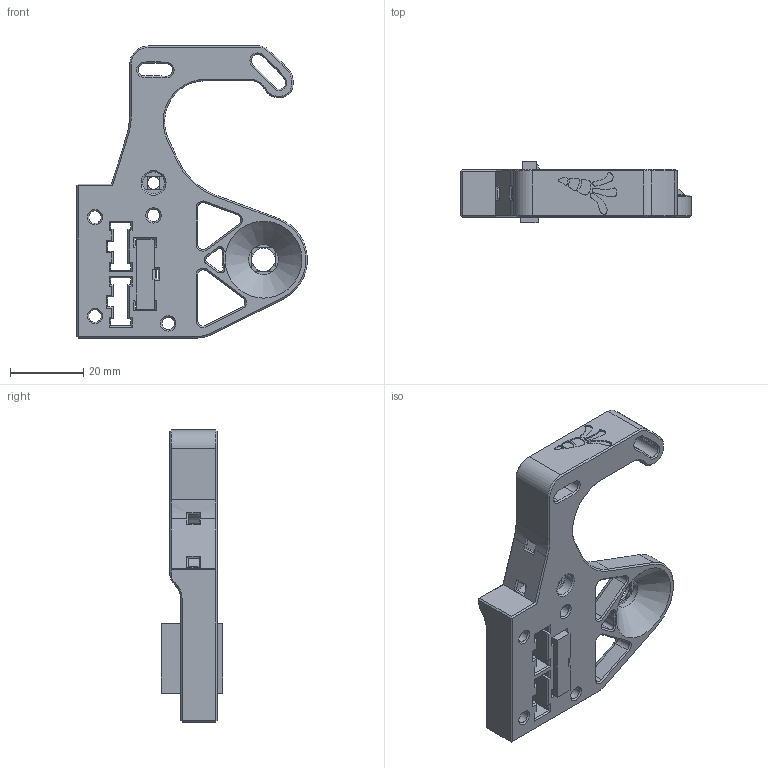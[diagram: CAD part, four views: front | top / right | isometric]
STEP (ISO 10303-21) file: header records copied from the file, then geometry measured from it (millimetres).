
FILE_DESCRIPTION(/* description */ (''),/* implementation_level */ '2;1');
FILE_NAME(/* name */ 'Motor Arm NEMA17 (GS)-6pins.step',/* time_stamp */ '2023-12-21T15:40:01+01:00',/* author */ (''),/* organization */ (''),/* preprocessor_version */ 'ST-DEVELOPER v20',/* originating_system */ 'Autodesk Translation Framework v12.14.0.127',/* authorisation */ '');
FILE_SCHEMA (('AUTOMOTIVE_DESIGN { 1 0 10303 214 3 1 1 }','MODEL_BASED_INTEGRATED_MANUFACTURING_SCHEMA'));
Length unit declared in the file: millimetre
Products named in the file (3): Motor Arm NEMA17 (GS)-6pins; Fasteners (4); Molex Microfit3 6 pins v1
Assembly tree (2 placements, depth 3):
  Motor Arm NEMA17 (GS)-6pins
    Fasteners (4)
      Molex Microfit3 6 pins v1
Bounding box: 62.98 x 16.89 x 79.75 mm (x, y, z)
Volume: 24688.8 mm3; surface area: 13231.8 mm2
Topology: 2 solids, 2 shells, 580 faces, 1449 edges, 887 vertices
Faces by surface type: plane 350, bspline 94, cone 74, cylinder 60, torus 2
Full cylindrical faces by diameter (mm): 3.4 x5, 4.7 x1, 6 x5, 6.4 x1, 8.2 x1
Entity records: 23203 total; most frequent: CARTESIAN_POINT 9768, ORIENTED_EDGE 2898, DIRECTION 2516, EDGE_CURVE 1449, LINE 998, VECTOR 998, VERTEX_POINT 887, AXIS2_PLACEMENT_3D 759
